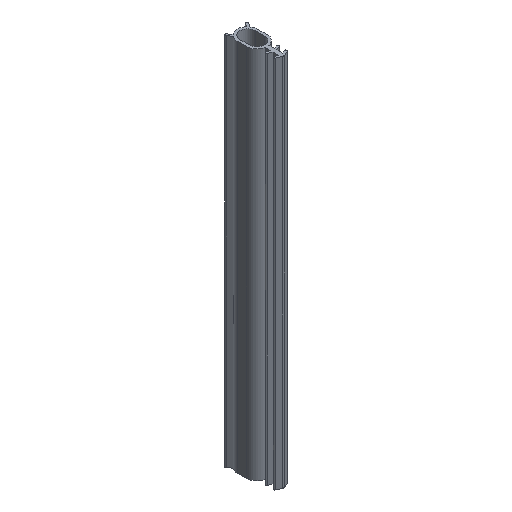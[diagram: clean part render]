
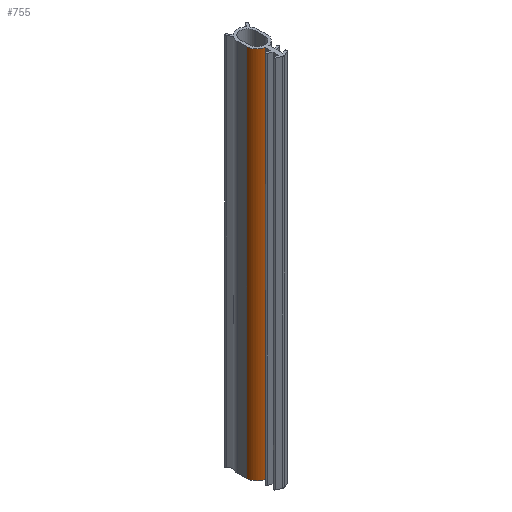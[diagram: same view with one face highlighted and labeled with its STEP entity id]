
A CAD part, isometric view. The second image highlights one B-rep face of the part: STEP entity #755.
In plain terms, the highlighted cylindrical face has radius 2.75 mm (diameter 5.5 mm), a partial arc.
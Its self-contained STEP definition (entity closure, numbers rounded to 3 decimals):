
#8 = CARTESIAN_POINT ( 'NONE',  ( -0.5, -3.954, -100. ) ) ;
#29 = EDGE_CURVE ( 'NONE', #812, #426, #661, .T. ) ;
#64 = AXIS2_PLACEMENT_3D ( 'NONE', #692, #507, #685 ) ;
#150 = CARTESIAN_POINT ( 'NONE',  ( -2.75, -1.25, -100. ) ) ;
#156 = ORIENTED_EDGE ( 'NONE', *, *, #908, .F. ) ;
#223 = EDGE_CURVE ( 'NONE', #498, #226, #532, .T. ) ;
#226 = VERTEX_POINT ( 'NONE', #918 ) ;
#352 = ORIENTED_EDGE ( 'NONE', *, *, #223, .T. ) ;
#403 = VECTOR ( 'NONE', #556, 1000. ) ;
#414 = ORIENTED_EDGE ( 'NONE', *, *, #29, .F. ) ;
#426 = VERTEX_POINT ( 'NONE', #1154 ) ;
#498 = VERTEX_POINT ( 'NONE', #687 ) ;
#507 = DIRECTION ( 'NONE',  ( 0., 0., 1. ) ) ;
#532 = LINE ( 'NONE', #8, #928 ) ;
#551 = CIRCLE ( 'NONE', #723, 2.75 ) ;
#556 = DIRECTION ( 'NONE',  ( 0., 0., 1. ) ) ;
#661 = LINE ( 'NONE', #150, #403 ) ;
#685 = DIRECTION ( 'NONE',  ( 1., 0., 0. ) ) ;
#687 = CARTESIAN_POINT ( 'NONE',  ( -0.5, -3.954, -100. ) ) ;
#692 = CARTESIAN_POINT ( 'NONE',  ( 0., -1.25, -100. ) ) ;
#698 = FACE_OUTER_BOUND ( 'NONE', #1224, .T. ) ;
#723 = AXIS2_PLACEMENT_3D ( 'NONE', #1127, #919, #1036 ) ;
#755 = ADVANCED_FACE ( 'NONE', ( #698 ), #1187, .T. ) ;
#812 = VERTEX_POINT ( 'NONE', #997 ) ;
#821 = CARTESIAN_POINT ( 'NONE',  ( 0., -1.25, 0. ) ) ;
#877 = EDGE_CURVE ( 'NONE', #812, #498, #551, .T. ) ;
#885 = AXIS2_PLACEMENT_3D ( 'NONE', #821, #1109, #1115 ) ;
#908 = EDGE_CURVE ( 'NONE', #426, #226, #1286, .T. ) ;
#918 = CARTESIAN_POINT ( 'NONE',  ( -0.5, -3.954, 0. ) ) ;
#919 = DIRECTION ( 'NONE',  ( 0., 0., 1. ) ) ;
#928 = VECTOR ( 'NONE', #1232, 1000. ) ;
#997 = CARTESIAN_POINT ( 'NONE',  ( -2.75, -1.25, -100. ) ) ;
#1036 = DIRECTION ( 'NONE',  ( 1., 0., 0. ) ) ;
#1038 = ORIENTED_EDGE ( 'NONE', *, *, #877, .T. ) ;
#1109 = DIRECTION ( 'NONE',  ( 0., 0., 1. ) ) ;
#1115 = DIRECTION ( 'NONE',  ( 1., 0., 0. ) ) ;
#1127 = CARTESIAN_POINT ( 'NONE',  ( 0., -1.25, -100. ) ) ;
#1154 = CARTESIAN_POINT ( 'NONE',  ( -2.75, -1.25, 0. ) ) ;
#1187 = CYLINDRICAL_SURFACE ( 'NONE', #64, 2.75 ) ;
#1224 = EDGE_LOOP ( 'NONE', ( #156, #414, #1038, #352 ) ) ;
#1232 = DIRECTION ( 'NONE',  ( 0., 0., 1. ) ) ;
#1286 = CIRCLE ( 'NONE', #885, 2.75 ) ;
